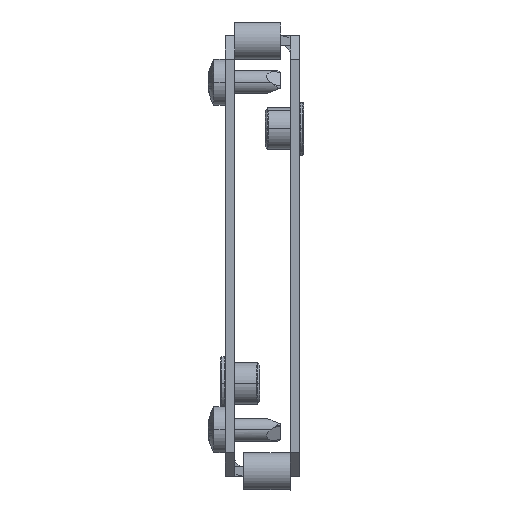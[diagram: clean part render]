
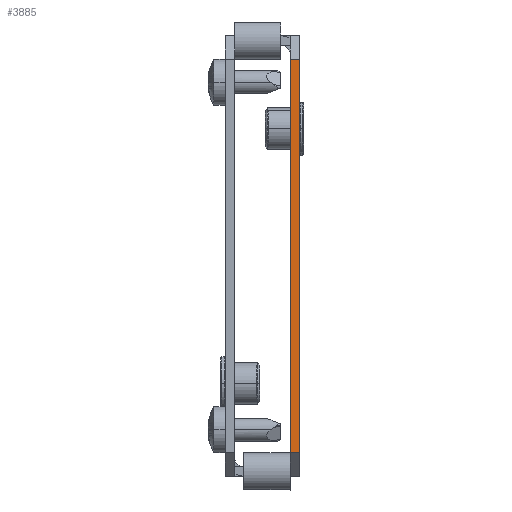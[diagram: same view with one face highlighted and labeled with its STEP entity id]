
A CAD part, left-side view. The second image highlights one B-rep face of the part: STEP entity #3885.
In plain terms, the highlighted planar face has unit normal (-1, 0, 0).
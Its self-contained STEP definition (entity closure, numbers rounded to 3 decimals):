
#233 = EDGE_CURVE ( 'NONE', #3004, #2448, #3277, .T. ) ;
#340 = LINE ( 'NONE', #1845, #1211 ) ;
#355 = CARTESIAN_POINT ( 'NONE',  ( -274., 0., 47.5 ) ) ;
#491 = DIRECTION ( 'NONE',  ( 0., -1., 0. ) ) ;
#799 = VECTOR ( 'NONE', #7156, 1000. ) ;
#980 = VERTEX_POINT ( 'NONE', #3369 ) ;
#1049 = DIRECTION ( 'NONE',  ( 0., 0., 1. ) ) ;
#1211 = VECTOR ( 'NONE', #3194, 1000. ) ;
#1535 = AXIS2_PLACEMENT_3D ( 'NONE', #8771, #2066, #3382 ) ;
#1845 = CARTESIAN_POINT ( 'NONE',  ( -274., -2., 42.5 ) ) ;
#1949 = PLANE ( 'NONE',  #1535 ) ;
#2066 = DIRECTION ( 'NONE',  ( -1., 0., 0. ) ) ;
#2448 = VERTEX_POINT ( 'NONE', #6975 ) ;
#2634 = ORIENTED_EDGE ( 'NONE', *, *, #233, .T. ) ;
#2710 = LINE ( 'NONE', #355, #799 ) ;
#3004 = VERTEX_POINT ( 'NONE', #6170 ) ;
#3086 = CARTESIAN_POINT ( 'NONE',  ( -274., -2., 47.5 ) ) ;
#3194 = DIRECTION ( 'NONE',  ( 0., 1., 0. ) ) ;
#3277 = LINE ( 'NONE', #3086, #5814 ) ;
#3369 = CARTESIAN_POINT ( 'NONE',  ( -274., 0., 42.5 ) ) ;
#3382 = DIRECTION ( 'NONE',  ( 0., 0., 1. ) ) ;
#3733 = VECTOR ( 'NONE', #491, 1000. ) ;
#3858 = CARTESIAN_POINT ( 'NONE',  ( -274., -2., -42.5 ) ) ;
#3885 = ADVANCED_FACE ( 'NONE', ( #8521 ), #1949, .T. ) ;
#4666 = EDGE_CURVE ( 'NONE', #7996, #980, #2710, .T. ) ;
#5150 = EDGE_LOOP ( 'NONE', ( #2634, #8770, #7052, #8071 ) ) ;
#5517 = LINE ( 'NONE', #3858, #3733 ) ;
#5814 = VECTOR ( 'NONE', #1049, 1000. ) ;
#5863 = EDGE_CURVE ( 'NONE', #2448, #980, #340, .T. ) ;
#6170 = CARTESIAN_POINT ( 'NONE',  ( -274., -2., -42.5 ) ) ;
#6975 = CARTESIAN_POINT ( 'NONE',  ( -274., -2., 42.5 ) ) ;
#7052 = ORIENTED_EDGE ( 'NONE', *, *, #4666, .F. ) ;
#7156 = DIRECTION ( 'NONE',  ( 0., 0., 1. ) ) ;
#7669 = CARTESIAN_POINT ( 'NONE',  ( -274., 0., -42.5 ) ) ;
#7996 = VERTEX_POINT ( 'NONE', #7669 ) ;
#8011 = EDGE_CURVE ( 'NONE', #7996, #3004, #5517, .T. ) ;
#8071 = ORIENTED_EDGE ( 'NONE', *, *, #8011, .T. ) ;
#8521 = FACE_OUTER_BOUND ( 'NONE', #5150, .T. ) ;
#8770 = ORIENTED_EDGE ( 'NONE', *, *, #5863, .T. ) ;
#8771 = CARTESIAN_POINT ( 'NONE',  ( -274., -2., 47.5 ) ) ;
